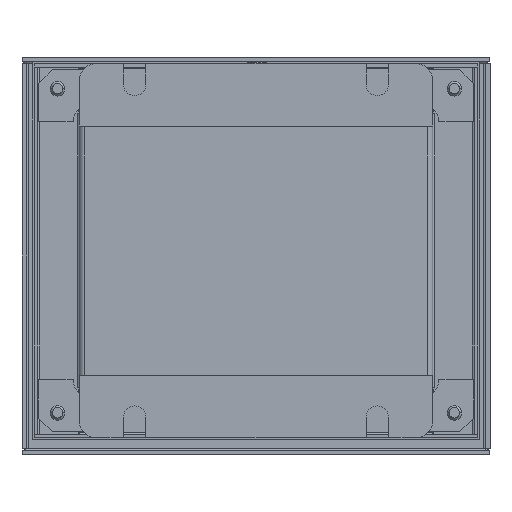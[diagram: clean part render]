
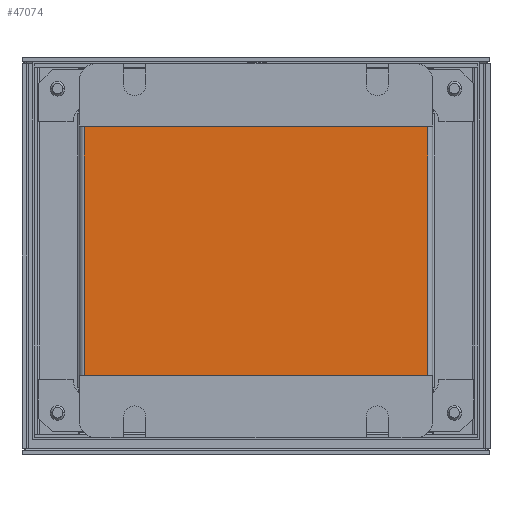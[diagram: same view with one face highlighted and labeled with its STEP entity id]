
A CAD part, front view. The second image highlights one B-rep face of the part: STEP entity #47074.
In plain terms, the highlighted planar face has unit normal (0, -1, 0).
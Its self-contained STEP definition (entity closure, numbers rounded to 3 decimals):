
#1309 = VERTEX_POINT ( 'NONE', #25687 ) ;
#1517 = EDGE_CURVE ( 'NONE', #14744, #1309, #5144, .T. ) ;
#1535 = CARTESIAN_POINT ( 'NONE',  ( 51., -1., -39.5 ) ) ;
#4430 = CARTESIAN_POINT ( 'NONE',  ( 49.4, -1., 39.5 ) ) ;
#5144 = LINE ( 'NONE', #19608, #44280 ) ;
#6077 = LINE ( 'NONE', #59206, #25101 ) ;
#6824 = DIRECTION ( 'NONE',  ( 0., 0., -1. ) ) ;
#7408 = EDGE_CURVE ( 'NONE', #38071, #58483, #24664, .T. ) ;
#7754 = EDGE_CURVE ( 'NONE', #14744, #54679, #36403, .T. ) ;
#10237 = CARTESIAN_POINT ( 'NONE',  ( -49.4, -1., 39.5 ) ) ;
#10321 = LINE ( 'NONE', #59097, #13944 ) ;
#11534 = DIRECTION ( 'NONE',  ( 0., -1., 0. ) ) ;
#13944 = VECTOR ( 'NONE', #33522, 1000. ) ;
#14744 = VERTEX_POINT ( 'NONE', #28726 ) ;
#16558 = PLANE ( 'NONE',  #59281 ) ;
#19608 = CARTESIAN_POINT ( 'NONE',  ( 49.5, -1., -39.5 ) ) ;
#19991 = CARTESIAN_POINT ( 'NONE',  ( 51., -1., 39.5 ) ) ;
#20227 = EDGE_LOOP ( 'NONE', ( #26476, #46831, #34548, #30547, #54274, #28437, #53225, #49126 ) ) ;
#20321 = DIRECTION ( 'NONE',  ( -1., 0., 0. ) ) ;
#22152 = CARTESIAN_POINT ( 'NONE',  ( -49.4, -1., -39.5 ) ) ;
#23541 = EDGE_CURVE ( 'NONE', #55628, #55489, #6077, .T. ) ;
#24664 = LINE ( 'NONE', #30093, #46364 ) ;
#24755 = EDGE_CURVE ( 'NONE', #54679, #55628, #10321, .T. ) ;
#25101 = VECTOR ( 'NONE', #43756, 1000. ) ;
#25687 = CARTESIAN_POINT ( 'NONE',  ( 49.5, -1., 39.5 ) ) ;
#26476 = ORIENTED_EDGE ( 'NONE', *, *, #7754, .F. ) ;
#27212 = VERTEX_POINT ( 'NONE', #40803 ) ;
#28242 = CARTESIAN_POINT ( 'NONE',  ( -49.5, -1., 39.5 ) ) ;
#28437 = ORIENTED_EDGE ( 'NONE', *, *, #56305, .T. ) ;
#28726 = CARTESIAN_POINT ( 'NONE',  ( 49.5, -1., -39.5 ) ) ;
#29713 = CARTESIAN_POINT ( 'NONE',  ( 49.4, -1., -39.5 ) ) ;
#30093 = CARTESIAN_POINT ( 'NONE',  ( 51., -1., 39.5 ) ) ;
#30547 = ORIENTED_EDGE ( 'NONE', *, *, #7408, .T. ) ;
#30815 = EDGE_CURVE ( 'NONE', #1309, #38071, #34334, .T. ) ;
#30839 = LINE ( 'NONE', #10237, #59208 ) ;
#33105 = EDGE_CURVE ( 'NONE', #27212, #58483, #30839, .T. ) ;
#33522 = DIRECTION ( 'NONE',  ( -1., 0., 0. ) ) ;
#34334 = LINE ( 'NONE', #19991, #53636 ) ;
#34548 = ORIENTED_EDGE ( 'NONE', *, *, #30815, .T. ) ;
#35861 = VECTOR ( 'NONE', #60731, 1000. ) ;
#36403 = LINE ( 'NONE', #1535, #35861 ) ;
#36622 = CARTESIAN_POINT ( 'NONE',  ( 51., -1., 0. ) ) ;
#38071 = VERTEX_POINT ( 'NONE', #4430 ) ;
#40803 = CARTESIAN_POINT ( 'NONE',  ( -49.5, -1., 39.5 ) ) ;
#43135 = LINE ( 'NONE', #28242, #56704 ) ;
#43756 = DIRECTION ( 'NONE',  ( -1., 0., 0. ) ) ;
#44280 = VECTOR ( 'NONE', #57305, 1000. ) ;
#45320 = CARTESIAN_POINT ( 'NONE',  ( -49.5, -1., -39.5 ) ) ;
#45452 = FACE_OUTER_BOUND ( 'NONE', #20227, .T. ) ;
#46364 = VECTOR ( 'NONE', #53174, 1000. ) ;
#46831 = ORIENTED_EDGE ( 'NONE', *, *, #1517, .T. ) ;
#47074 = ADVANCED_FACE ( 'NONE', ( #45452 ), #16558, .T. ) ;
#49126 = ORIENTED_EDGE ( 'NONE', *, *, #24755, .F. ) ;
#51274 = CARTESIAN_POINT ( 'NONE',  ( -49.4, -1., 39.5 ) ) ;
#53174 = DIRECTION ( 'NONE',  ( -1., 0., 0. ) ) ;
#53215 = DIRECTION ( 'NONE',  ( 0., 0., -1. ) ) ;
#53225 = ORIENTED_EDGE ( 'NONE', *, *, #23541, .F. ) ;
#53636 = VECTOR ( 'NONE', #20321, 1000. ) ;
#54274 = ORIENTED_EDGE ( 'NONE', *, *, #33105, .F. ) ;
#54679 = VERTEX_POINT ( 'NONE', #29713 ) ;
#55489 = VERTEX_POINT ( 'NONE', #45320 ) ;
#55628 = VERTEX_POINT ( 'NONE', #22152 ) ;
#56305 = EDGE_CURVE ( 'NONE', #27212, #55489, #43135, .T. ) ;
#56704 = VECTOR ( 'NONE', #53215, 1000. ) ;
#57305 = DIRECTION ( 'NONE',  ( 0., 0., 1. ) ) ;
#58483 = VERTEX_POINT ( 'NONE', #51274 ) ;
#59012 = DIRECTION ( 'NONE',  ( 1., 0., 0. ) ) ;
#59097 = CARTESIAN_POINT ( 'NONE',  ( 51., -1., -39.5 ) ) ;
#59206 = CARTESIAN_POINT ( 'NONE',  ( -49.4, -1., -39.5 ) ) ;
#59208 = VECTOR ( 'NONE', #59012, 1000. ) ;
#59281 = AXIS2_PLACEMENT_3D ( 'NONE', #36622, #11534, #6824 ) ;
#60731 = DIRECTION ( 'NONE',  ( -1., 0., 0. ) ) ;
